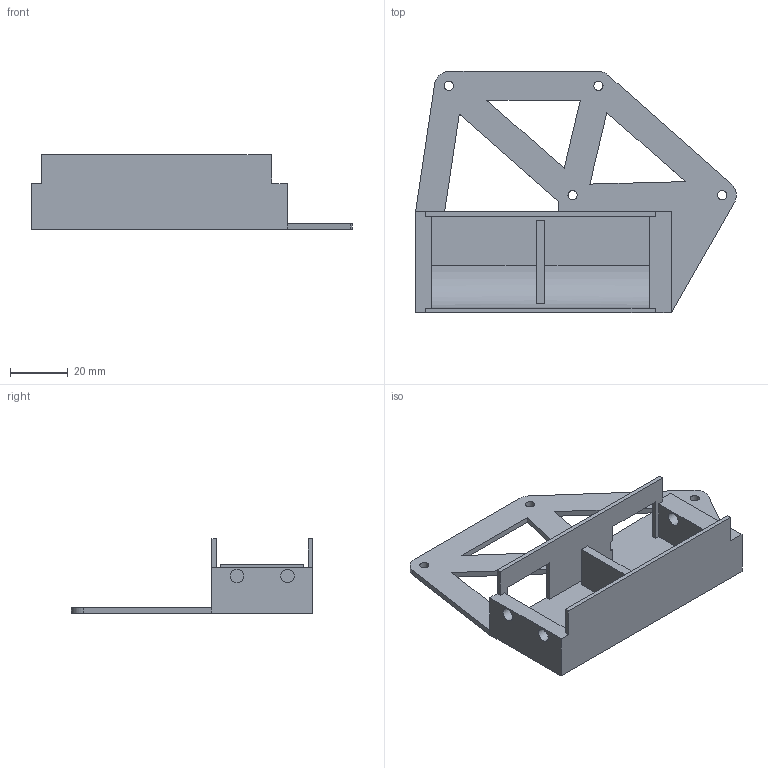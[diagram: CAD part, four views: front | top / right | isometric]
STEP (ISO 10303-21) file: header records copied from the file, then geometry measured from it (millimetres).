
FILE_DESCRIPTION(/* description */ (''),/* implementation_level */ '2;1');
FILE_NAME(/* name */ '',/* time_stamp */ '2025-08-06T10:36:59+03:00',/* author */ (''),/* organization */ (''),/* preprocessor_version */ 'ST-DEVELOPER v20.1',/* originating_system */ 'Autodesk Translation Framework v14.10.0.0',/* authorisation */ '');
FILE_SCHEMA (('AUTOMOTIVE_DESIGN { 1 0 10303 214 3 1 1 }'));
Length unit declared in the file: millimetre
Products named in the file (1): Центр
Bounding box: 111.61 x 83.87 x 26 mm (x, y, z)
Volume: 27808.1 mm3; surface area: 23000.3 mm2
Topology: 1 solids, 1 shells, 75 faces, 226 edges, 150 vertices
Faces by surface type: plane 59, cylinder 16
Full cylindrical faces by diameter (mm): 3.2 x4, 4.7 x4
Entity records: 2612 total; most frequent: ORIENTED_EDGE 452, CARTESIAN_POINT 452, DIRECTION 414, EDGE_CURVE 226, LINE 190, VECTOR 190, VERTEX_POINT 150, AXIS2_PLACEMENT_3D 112
